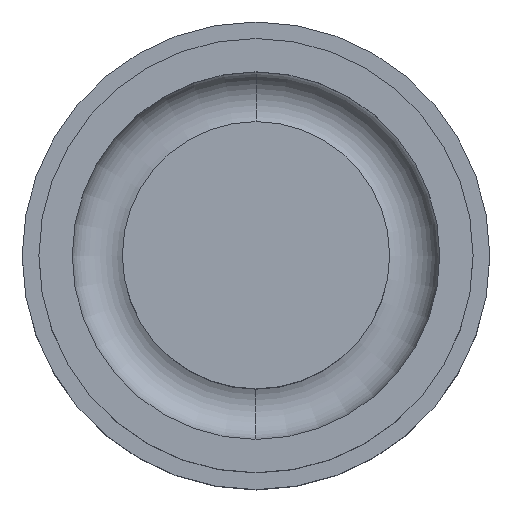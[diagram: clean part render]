
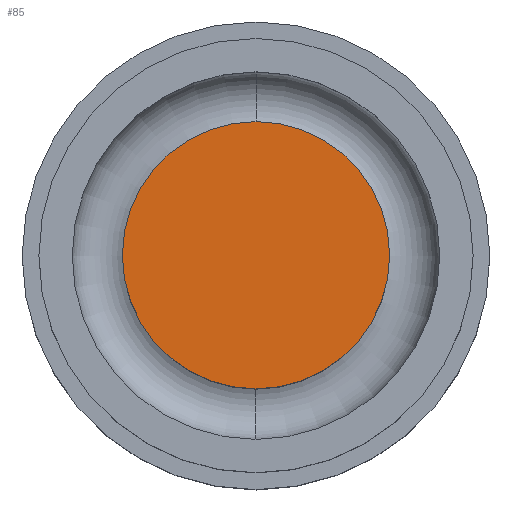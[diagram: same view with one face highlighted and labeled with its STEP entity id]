
A CAD part, top view. The second image highlights one B-rep face of the part: STEP entity #85.
In plain terms, the highlighted planar face has unit normal (0, 0, 1).
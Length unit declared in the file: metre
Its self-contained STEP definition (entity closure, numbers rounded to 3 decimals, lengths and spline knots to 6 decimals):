
#85=ADVANCED_FACE('0:84',(#188),#189,.F.);
#188=FACE_OUTER_BOUND('',#322,.T.);
#189=PLANE('',#323);
#322=EDGE_LOOP('',(#664,#665));
#323=AXIS2_PLACEMENT_3D('',#666,#667,#668);
#664=ORIENTED_EDGE('',*,*,#967,.T.);
#665=ORIENTED_EDGE('',*,*,#903,.T.);
#666=CARTESIAN_POINT('',(0.008,0.,0.066));
#667=DIRECTION('',(0.0,0.,-1.0));
#668=DIRECTION('',(0.0,1.0,0.));
#903=EDGE_CURVE('0:327',#1103,#1100,#1104,.T.);
#967=EDGE_CURVE('0:327',#1100,#1103,#1203,.T.);
#1100=VERTEX_POINT('',#1364);
#1103=VERTEX_POINT('',#1368);
#1104=CIRCLE('',#1369,0.008);
#1203=CIRCLE('',#1509,0.008);
#1364=CARTESIAN_POINT('',(0.0,-0.008,0.066));
#1368=CARTESIAN_POINT('',(0.,0.008,0.066));
#1369=AXIS2_PLACEMENT_3D('',#1651,#1652,#1653);
#1509=AXIS2_PLACEMENT_3D('',#1773,#1774,#1775);
#1651=CARTESIAN_POINT('',(0.0,0.,0.066));
#1652=DIRECTION('',(0.0,0.,1.0));
#1653=DIRECTION('',(0.0,-1.0,0.));
#1773=CARTESIAN_POINT('',(0.0,0.,0.066));
#1774=DIRECTION('',(0.0,0.,1.0));
#1775=DIRECTION('',(0.0,-1.0,0.));
